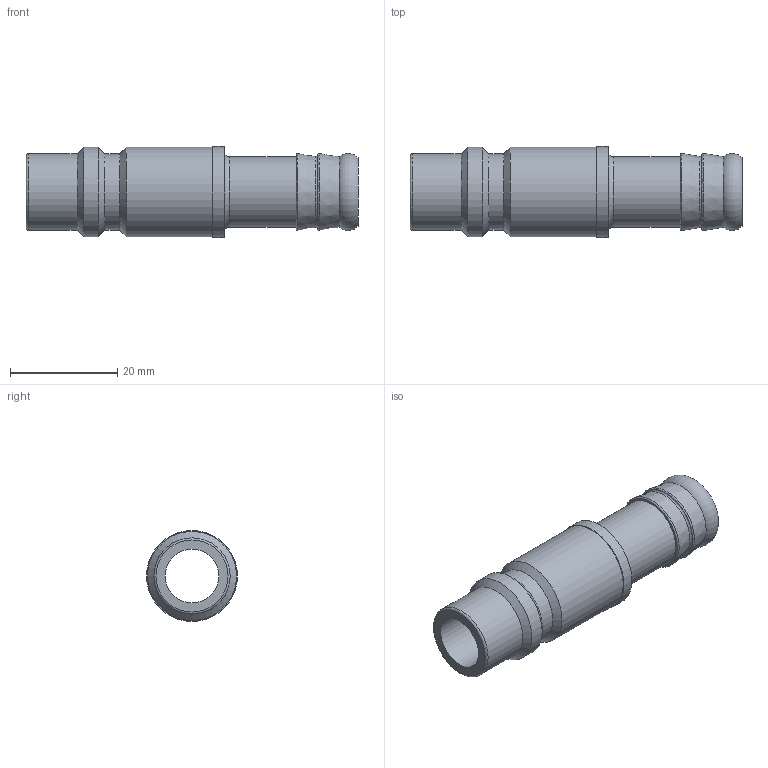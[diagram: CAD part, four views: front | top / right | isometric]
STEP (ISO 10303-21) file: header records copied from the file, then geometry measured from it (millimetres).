
FILE_DESCRIPTION((''),'2;1');
FILE_NAME('37sftf13sxn.stp','2013-06-14T09:57:55',('IA176480'),(''),'Autodesk Inventor 2013','Autodesk Inventor 2013','');
FILE_SCHEMA(('AUTOMOTIVE_DESIGN { 1 0 10303 214 1 1 1 1 }'));
Length unit declared in the file: millimetre
Products named in the file (1): D106865
Bounding box: 62 x 17 x 17 mm (x, y, z)
Volume: 5939.7 mm3; surface area: 5171.1 mm2
Topology: 1 solids, 1 shells, 23 faces, 43 edges, 25 vertices
Faces by surface type: cylinder 7, cone 5, torus 5, plane 5, bspline 1
Full cylindrical faces by diameter (mm): 10 x1, 13.1 x1, 14.2 x1, 14.25 x1, 16.65 x2, 17 x1
Entity records: 607 total; most frequent: CARTESIAN_POINT 187, DIRECTION 90, ORIENTED_EDGE 48, AXIS2_PLACEMENT_3D 45, EDGE_LOOP 45, EDGE_CURVE 24, VERTEX_POINT 23, FACE_OUTER_BOUND 23
